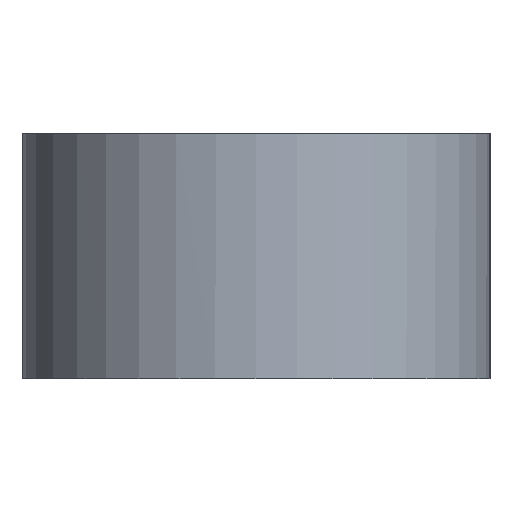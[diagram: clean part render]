
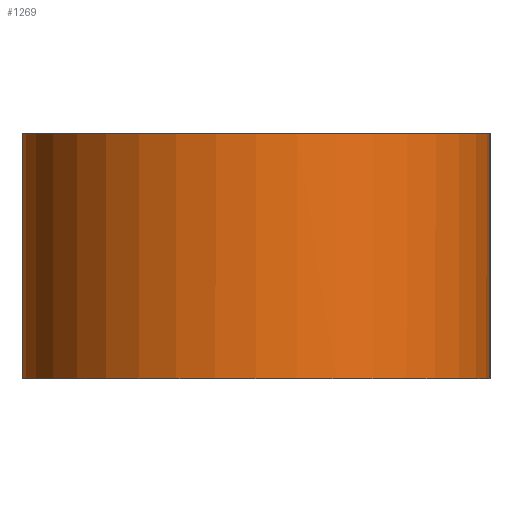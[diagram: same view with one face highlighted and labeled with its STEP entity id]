
A CAD part, front view. The second image highlights one B-rep face of the part: STEP entity #1269.
In plain terms, the highlighted cylindrical face has radius 4 mm (diameter 8 mm), a full revolution.
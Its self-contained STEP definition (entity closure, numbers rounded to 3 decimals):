
#408 = PLANE('',#409);
#409 = AXIS2_PLACEMENT_3D('',#410,#411,#412);
#410 = CARTESIAN_POINT('',(-34.,18.69,-32.9));
#411 = DIRECTION('',(0.,0.,-1.));
#412 = DIRECTION('',(0.,-1.,0.));
#434 = CYLINDRICAL_SURFACE('',#435,4.);
#435 = AXIS2_PLACEMENT_3D('',#436,#437,#438);
#436 = CARTESIAN_POINT('',(-34.,6.19,-31.));
#437 = DIRECTION('',(0.,0.,1.));
#438 = DIRECTION('',(-1.,0.,0.));
#510 = CYLINDRICAL_SURFACE('',#511,4.);
#511 = AXIS2_PLACEMENT_3D('',#512,#513,#514);
#512 = CARTESIAN_POINT('',(-34.,6.19,-31.));
#513 = DIRECTION('',(0.,0.,1.));
#514 = DIRECTION('',(-1.,0.,0.));
#744 = VERTEX_POINT('',#745);
#745 = CARTESIAN_POINT('',(-30.,6.176,-31.));
#768 = VERTEX_POINT('',#769);
#769 = CARTESIAN_POINT('',(-38.,6.176,-31.));
#853 = EDGE_CURVE('',#854,#768,#856,.T.);
#854 = VERTEX_POINT('',#855);
#855 = CARTESIAN_POINT('',(-38.,6.176,-32.9));
#856 = SURFACE_CURVE('',#857,(#861,#867),.PCURVE_S1.);
#857 = LINE('',#858,#859);
#858 = CARTESIAN_POINT('',(-38.,6.176,-31.));
#859 = VECTOR('',#860,1.);
#860 = DIRECTION('',(0.,0.,1.));
#861 = PCURVE('',#434,#862);
#862 = DEFINITIONAL_REPRESENTATION('',(#863),#866);
#863 = B_SPLINE_CURVE_WITH_KNOTS('',1,(#864,#865),.UNSPECIFIED.,.F.,.F.,
  (2,2),(-1.9,0.),.PIECEWISE_BEZIER_KNOTS.);
#864 = CARTESIAN_POINT('',(-6.28,-1.9));
#865 = CARTESIAN_POINT('',(-6.28,0.));
#866 = ( GEOMETRIC_REPRESENTATION_CONTEXT(2) 
PARAMETRIC_REPRESENTATION_CONTEXT() REPRESENTATION_CONTEXT('2D SPACE',''
  ) );
#867 = PCURVE('',#868,#873);
#868 = CYLINDRICAL_SURFACE('',#869,4.);
#869 = AXIS2_PLACEMENT_3D('',#870,#871,#872);
#870 = CARTESIAN_POINT('',(-34.,6.162,-31.));
#871 = DIRECTION('',(0.,0.,1.));
#872 = DIRECTION('',(-1.,0.,0.));
#873 = DEFINITIONAL_REPRESENTATION('',(#874),#877);
#874 = B_SPLINE_CURVE_WITH_KNOTS('',1,(#875,#876),.UNSPECIFIED.,.F.,.F.,
  (2,2),(-1.9,0.),.PIECEWISE_BEZIER_KNOTS.);
#875 = CARTESIAN_POINT('',(-0.003,-1.9));
#876 = CARTESIAN_POINT('',(-0.003,0.));
#877 = ( GEOMETRIC_REPRESENTATION_CONTEXT(2) 
PARAMETRIC_REPRESENTATION_CONTEXT() REPRESENTATION_CONTEXT('2D SPACE',''
  ) );
#909 = VERTEX_POINT('',#910);
#910 = CARTESIAN_POINT('',(-30.,6.176,-32.9));
#932 = EDGE_CURVE('',#909,#854,#933,.T.);
#933 = SURFACE_CURVE('',#934,(#939,#950),.PCURVE_S1.);
#934 = CIRCLE('',#935,4.);
#935 = AXIS2_PLACEMENT_3D('',#936,#937,#938);
#936 = CARTESIAN_POINT('',(-34.,6.162,-32.9));
#937 = DIRECTION('',(0.,0.,1.));
#938 = DIRECTION('',(-1.,0.,0.));
#939 = PCURVE('',#408,#940);
#940 = DEFINITIONAL_REPRESENTATION('',(#941),#949);
#941 = ( BOUNDED_CURVE() B_SPLINE_CURVE(2,(#942,#943,#944,#945,#946,#947
,#948),.UNSPECIFIED.,.T.,.F.) B_SPLINE_CURVE_WITH_KNOTS((1,2,2,2,2,1),(
    -2.094,0.,2.094,4.189,6.283,
8.378),.UNSPECIFIED.) CURVE() GEOMETRIC_REPRESENTATION_ITEM() 
RATIONAL_B_SPLINE_CURVE((1.,0.5,1.,0.5,1.,0.5,1.)) REPRESENTATION_ITEM(
  '') );
#942 = CARTESIAN_POINT('',(12.528,4.));
#943 = CARTESIAN_POINT('',(19.456,4.));
#944 = CARTESIAN_POINT('',(15.992,-2.));
#945 = CARTESIAN_POINT('',(12.528,-8.));
#946 = CARTESIAN_POINT('',(9.064,-2.));
#947 = CARTESIAN_POINT('',(5.6,4.));
#948 = CARTESIAN_POINT('',(12.528,4.));
#949 = ( GEOMETRIC_REPRESENTATION_CONTEXT(2) 
PARAMETRIC_REPRESENTATION_CONTEXT() REPRESENTATION_CONTEXT('2D SPACE',''
  ) );
#950 = PCURVE('',#868,#951);
#951 = DEFINITIONAL_REPRESENTATION('',(#952),#956);
#952 = LINE('',#953,#954);
#953 = CARTESIAN_POINT('',(-6.283,-1.9));
#954 = VECTOR('',#955,1.);
#955 = DIRECTION('',(1.,-0.));
#956 = ( GEOMETRIC_REPRESENTATION_CONTEXT(2) 
PARAMETRIC_REPRESENTATION_CONTEXT() REPRESENTATION_CONTEXT('2D SPACE',''
  ) );
#991 = EDGE_CURVE('',#909,#744,#992,.T.);
#992 = SURFACE_CURVE('',#993,(#997,#1003),.PCURVE_S1.);
#993 = LINE('',#994,#995);
#994 = CARTESIAN_POINT('',(-30.,6.176,-31.));
#995 = VECTOR('',#996,1.);
#996 = DIRECTION('',(0.,0.,1.));
#997 = PCURVE('',#510,#998);
#998 = DEFINITIONAL_REPRESENTATION('',(#999),#1002);
#999 = B_SPLINE_CURVE_WITH_KNOTS('',1,(#1000,#1001),.UNSPECIFIED.,.F.,
  .F.,(2,2),(-1.9,0.),.PIECEWISE_BEZIER_KNOTS.);
#1000 = CARTESIAN_POINT('',(-3.145,-1.9));
#1001 = CARTESIAN_POINT('',(-3.145,0.));
#1002 = ( GEOMETRIC_REPRESENTATION_CONTEXT(2) 
PARAMETRIC_REPRESENTATION_CONTEXT() REPRESENTATION_CONTEXT('2D SPACE',''
  ) );
#1003 = PCURVE('',#868,#1004);
#1004 = DEFINITIONAL_REPRESENTATION('',(#1005),#1008);
#1005 = B_SPLINE_CURVE_WITH_KNOTS('',1,(#1006,#1007),.UNSPECIFIED.,.F.,
  .F.,(2,2),(-1.9,0.),.PIECEWISE_BEZIER_KNOTS.);
#1006 = CARTESIAN_POINT('',(-3.138,-1.9));
#1007 = CARTESIAN_POINT('',(-3.138,0.));
#1008 = ( GEOMETRIC_REPRESENTATION_CONTEXT(2) 
PARAMETRIC_REPRESENTATION_CONTEXT() REPRESENTATION_CONTEXT('2D SPACE',''
  ) );
#1122 = PLANE('',#1123);
#1123 = AXIS2_PLACEMENT_3D('',#1124,#1125,#1126);
#1124 = CARTESIAN_POINT('',(-34.,6.162,-31.));
#1125 = DIRECTION('',(0.,0.,-1.));
#1126 = DIRECTION('',(0.,-1.,0.));
#1269 = ADVANCED_FACE('',(#1270),#868,.T.);
#1270 = FACE_BOUND('',#1271,.F.);
#1271 = EDGE_LOOP('',(#1272,#1296,#1319,#1346,#1347,#1369,#1370,#1371));
#1272 = ORIENTED_EDGE('',*,*,#1273,.F.);
#1273 = EDGE_CURVE('',#1274,#768,#1276,.T.);
#1274 = VERTEX_POINT('',#1275);
#1275 = CARTESIAN_POINT('',(-38.,6.162,-31.));
#1276 = SURFACE_CURVE('',#1277,(#1282,#1289),.PCURVE_S1.);
#1277 = CIRCLE('',#1278,4.);
#1278 = AXIS2_PLACEMENT_3D('',#1279,#1280,#1281);
#1279 = CARTESIAN_POINT('',(-34.,6.162,-31.));
#1280 = DIRECTION('',(0.,0.,-1.));
#1281 = DIRECTION('',(-1.,0.,0.));
#1282 = PCURVE('',#868,#1283);
#1283 = DEFINITIONAL_REPRESENTATION('',(#1284),#1288);
#1284 = LINE('',#1285,#1286);
#1285 = CARTESIAN_POINT('',(-0.,0.));
#1286 = VECTOR('',#1287,1.);
#1287 = DIRECTION('',(-1.,0.));
#1288 = ( GEOMETRIC_REPRESENTATION_CONTEXT(2) 
PARAMETRIC_REPRESENTATION_CONTEXT() REPRESENTATION_CONTEXT('2D SPACE',''
  ) );
#1289 = PCURVE('',#1122,#1290);
#1290 = DEFINITIONAL_REPRESENTATION('',(#1291),#1295);
#1291 = CIRCLE('',#1292,4.);
#1292 = AXIS2_PLACEMENT_2D('',#1293,#1294);
#1293 = CARTESIAN_POINT('',(0.,0.));
#1294 = DIRECTION('',(0.,1.));
#1295 = ( GEOMETRIC_REPRESENTATION_CONTEXT(2) 
PARAMETRIC_REPRESENTATION_CONTEXT() REPRESENTATION_CONTEXT('2D SPACE',''
  ) );
#1296 = ORIENTED_EDGE('',*,*,#1297,.T.);
#1297 = EDGE_CURVE('',#1274,#1298,#1300,.T.);
#1298 = VERTEX_POINT('',#1299);
#1299 = CARTESIAN_POINT('',(-38.,6.162,-35.2));
#1300 = SEAM_CURVE('',#1301,(#1305,#1312),.PCURVE_S1.);
#1301 = LINE('',#1302,#1303);
#1302 = CARTESIAN_POINT('',(-38.,6.162,-31.));
#1303 = VECTOR('',#1304,1.);
#1304 = DIRECTION('',(0.,0.,-1.));
#1305 = PCURVE('',#868,#1306);
#1306 = DEFINITIONAL_REPRESENTATION('',(#1307),#1311);
#1307 = LINE('',#1308,#1309);
#1308 = CARTESIAN_POINT('',(-6.283,0.));
#1309 = VECTOR('',#1310,1.);
#1310 = DIRECTION('',(-0.,-1.));
#1311 = ( GEOMETRIC_REPRESENTATION_CONTEXT(2) 
PARAMETRIC_REPRESENTATION_CONTEXT() REPRESENTATION_CONTEXT('2D SPACE',''
  ) );
#1312 = PCURVE('',#868,#1313);
#1313 = DEFINITIONAL_REPRESENTATION('',(#1314),#1318);
#1314 = LINE('',#1315,#1316);
#1315 = CARTESIAN_POINT('',(-0.,0.));
#1316 = VECTOR('',#1317,1.);
#1317 = DIRECTION('',(-0.,-1.));
#1318 = ( GEOMETRIC_REPRESENTATION_CONTEXT(2) 
PARAMETRIC_REPRESENTATION_CONTEXT() REPRESENTATION_CONTEXT('2D SPACE',''
  ) );
#1319 = ORIENTED_EDGE('',*,*,#1320,.T.);
#1320 = EDGE_CURVE('',#1298,#1298,#1321,.T.);
#1321 = SURFACE_CURVE('',#1322,(#1327,#1334),.PCURVE_S1.);
#1322 = CIRCLE('',#1323,4.);
#1323 = AXIS2_PLACEMENT_3D('',#1324,#1325,#1326);
#1324 = CARTESIAN_POINT('',(-34.,6.162,-35.2));
#1325 = DIRECTION('',(0.,0.,-1.));
#1326 = DIRECTION('',(-1.,0.,0.));
#1327 = PCURVE('',#868,#1328);
#1328 = DEFINITIONAL_REPRESENTATION('',(#1329),#1333);
#1329 = LINE('',#1330,#1331);
#1330 = CARTESIAN_POINT('',(-0.,-4.2));
#1331 = VECTOR('',#1332,1.);
#1332 = DIRECTION('',(-1.,0.));
#1333 = ( GEOMETRIC_REPRESENTATION_CONTEXT(2) 
PARAMETRIC_REPRESENTATION_CONTEXT() REPRESENTATION_CONTEXT('2D SPACE',''
  ) );
#1334 = PCURVE('',#1335,#1340);
#1335 = PLANE('',#1336);
#1336 = AXIS2_PLACEMENT_3D('',#1337,#1338,#1339);
#1337 = CARTESIAN_POINT('',(-34.,6.162,-35.2));
#1338 = DIRECTION('',(0.,0.,-1.));
#1339 = DIRECTION('',(0.,-1.,0.));
#1340 = DEFINITIONAL_REPRESENTATION('',(#1341),#1345);
#1341 = CIRCLE('',#1342,4.);
#1342 = AXIS2_PLACEMENT_2D('',#1343,#1344);
#1343 = CARTESIAN_POINT('',(0.,0.));
#1344 = DIRECTION('',(0.,1.));
#1345 = ( GEOMETRIC_REPRESENTATION_CONTEXT(2) 
PARAMETRIC_REPRESENTATION_CONTEXT() REPRESENTATION_CONTEXT('2D SPACE',''
  ) );
#1346 = ORIENTED_EDGE('',*,*,#1297,.F.);
#1347 = ORIENTED_EDGE('',*,*,#1348,.F.);
#1348 = EDGE_CURVE('',#744,#1274,#1349,.T.);
#1349 = SURFACE_CURVE('',#1350,(#1355,#1362),.PCURVE_S1.);
#1350 = CIRCLE('',#1351,4.);
#1351 = AXIS2_PLACEMENT_3D('',#1352,#1353,#1354);
#1352 = CARTESIAN_POINT('',(-34.,6.162,-31.));
#1353 = DIRECTION('',(0.,0.,-1.));
#1354 = DIRECTION('',(-1.,0.,0.));
#1355 = PCURVE('',#868,#1356);
#1356 = DEFINITIONAL_REPRESENTATION('',(#1357),#1361);
#1357 = LINE('',#1358,#1359);
#1358 = CARTESIAN_POINT('',(-0.,0.));
#1359 = VECTOR('',#1360,1.);
#1360 = DIRECTION('',(-1.,0.));
#1361 = ( GEOMETRIC_REPRESENTATION_CONTEXT(2) 
PARAMETRIC_REPRESENTATION_CONTEXT() REPRESENTATION_CONTEXT('2D SPACE',''
  ) );
#1362 = PCURVE('',#1122,#1363);
#1363 = DEFINITIONAL_REPRESENTATION('',(#1364),#1368);
#1364 = CIRCLE('',#1365,4.);
#1365 = AXIS2_PLACEMENT_2D('',#1366,#1367);
#1366 = CARTESIAN_POINT('',(0.,0.));
#1367 = DIRECTION('',(0.,1.));
#1368 = ( GEOMETRIC_REPRESENTATION_CONTEXT(2) 
PARAMETRIC_REPRESENTATION_CONTEXT() REPRESENTATION_CONTEXT('2D SPACE',''
  ) );
#1369 = ORIENTED_EDGE('',*,*,#991,.F.);
#1370 = ORIENTED_EDGE('',*,*,#932,.T.);
#1371 = ORIENTED_EDGE('',*,*,#853,.T.);
